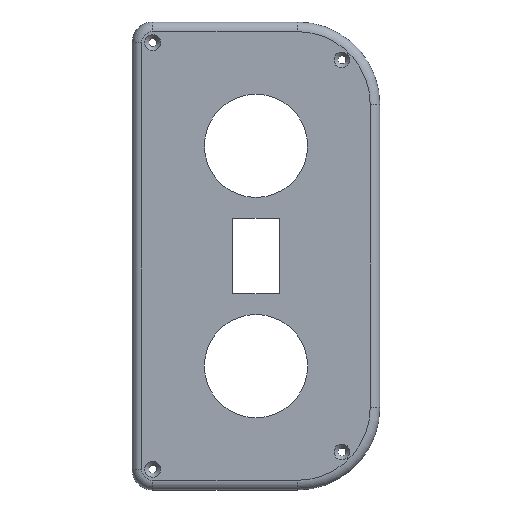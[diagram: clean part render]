
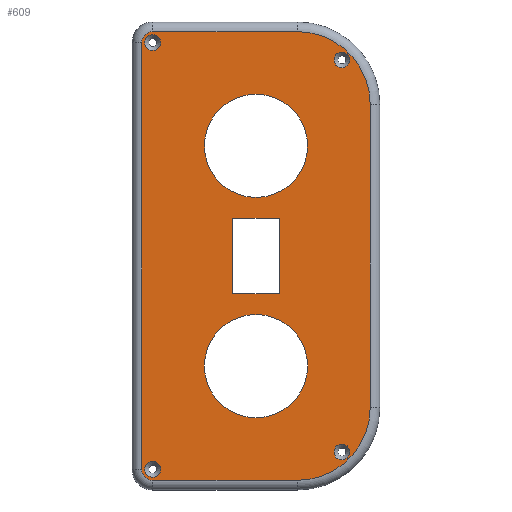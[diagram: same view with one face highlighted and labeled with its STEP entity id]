
A CAD part, top view. The second image highlights one B-rep face of the part: STEP entity #609.
In plain terms, the highlighted planar face has unit normal (0, 0, 1).
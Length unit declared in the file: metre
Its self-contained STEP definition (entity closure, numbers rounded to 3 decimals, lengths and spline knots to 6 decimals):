
#60=CIRCLE('',#677,0.00287);
#61=CIRCLE('',#678,0.00287);
#62=CIRCLE('',#679,0.00287);
#63=CIRCLE('',#680,0.00287);
#64=CIRCLE('',#681,0.004);
#65=CIRCLE('',#682,0.004);
#66=CIRCLE('',#683,0.0265);
#67=CIRCLE('',#684,0.0265);
#68=CIRCLE('',#685,0.01875);
#69=CIRCLE('',#686,0.01875);
#144=ORIENTED_EDGE('',*,*,#284,.T.);
#145=ORIENTED_EDGE('',*,*,#285,.T.);
#146=ORIENTED_EDGE('',*,*,#286,.T.);
#147=ORIENTED_EDGE('',*,*,#287,.T.);
#148=ORIENTED_EDGE('',*,*,#288,.T.);
#149=ORIENTED_EDGE('',*,*,#289,.T.);
#150=ORIENTED_EDGE('',*,*,#290,.T.);
#151=ORIENTED_EDGE('',*,*,#291,.T.);
#152=ORIENTED_EDGE('',*,*,#292,.T.);
#153=ORIENTED_EDGE('',*,*,#293,.T.);
#154=ORIENTED_EDGE('',*,*,#294,.T.);
#155=ORIENTED_EDGE('',*,*,#295,.T.);
#156=ORIENTED_EDGE('',*,*,#296,.T.);
#157=ORIENTED_EDGE('',*,*,#297,.T.);
#158=ORIENTED_EDGE('',*,*,#254,.T.);
#159=ORIENTED_EDGE('',*,*,#258,.T.);
#160=ORIENTED_EDGE('',*,*,#261,.F.);
#161=ORIENTED_EDGE('',*,*,#264,.F.);
#254=EDGE_CURVE('',#330,#331,#390,.T.);
#258=EDGE_CURVE('',#331,#334,#394,.T.);
#261=EDGE_CURVE('',#336,#334,#397,.T.);
#264=EDGE_CURVE('',#330,#336,#400,.T.);
#284=EDGE_CURVE('',#352,#352,#60,.T.);
#285=EDGE_CURVE('',#353,#353,#61,.T.);
#286=EDGE_CURVE('',#354,#354,#62,.T.);
#287=EDGE_CURVE('',#355,#355,#63,.T.);
#288=EDGE_CURVE('',#356,#357,#406,.F.);
#289=EDGE_CURVE('',#357,#358,#64,.T.);
#290=EDGE_CURVE('',#358,#359,#407,.T.);
#291=EDGE_CURVE('',#359,#360,#65,.T.);
#292=EDGE_CURVE('',#360,#361,#408,.T.);
#293=EDGE_CURVE('',#361,#362,#66,.T.);
#294=EDGE_CURVE('',#362,#363,#409,.F.);
#295=EDGE_CURVE('',#363,#356,#67,.T.);
#296=EDGE_CURVE('',#364,#364,#68,.T.);
#297=EDGE_CURVE('',#365,#365,#69,.T.);
#330=VERTEX_POINT('',#969);
#331=VERTEX_POINT('',#970);
#334=VERTEX_POINT('',#978);
#336=VERTEX_POINT('',#984);
#352=VERTEX_POINT('',#1027);
#353=VERTEX_POINT('',#1029);
#354=VERTEX_POINT('',#1031);
#355=VERTEX_POINT('',#1033);
#356=VERTEX_POINT('',#1035);
#357=VERTEX_POINT('',#1036);
#358=VERTEX_POINT('',#1038);
#359=VERTEX_POINT('',#1040);
#360=VERTEX_POINT('',#1042);
#361=VERTEX_POINT('',#1044);
#362=VERTEX_POINT('',#1046);
#363=VERTEX_POINT('',#1048);
#364=VERTEX_POINT('',#1051);
#365=VERTEX_POINT('',#1053);
#390=LINE('',#968,#422);
#394=LINE('',#977,#426);
#397=LINE('',#983,#429);
#400=LINE('',#989,#432);
#406=LINE('',#1034,#438);
#407=LINE('',#1039,#439);
#408=LINE('',#1043,#440);
#409=LINE('',#1047,#441);
#422=VECTOR('',#759,1.);
#426=VECTOR('',#765,1.);
#429=VECTOR('',#770,1.);
#432=VECTOR('',#775,1.);
#438=VECTOR('',#823,1.);
#439=VECTOR('',#826,1.);
#440=VECTOR('',#829,1.);
#441=VECTOR('',#832,1.);
#462=EDGE_LOOP('',(#144));
#463=EDGE_LOOP('',(#145));
#464=EDGE_LOOP('',(#146));
#465=EDGE_LOOP('',(#147));
#466=EDGE_LOOP('',(#148,#149,#150,#151,#152,#153,#154,#155));
#467=EDGE_LOOP('',(#156));
#468=EDGE_LOOP('',(#157));
#469=EDGE_LOOP('',(#158,#159,#160,#161));
#534=FACE_BOUND('',#462,.T.);
#535=FACE_BOUND('',#463,.T.);
#536=FACE_BOUND('',#464,.T.);
#537=FACE_BOUND('',#465,.T.);
#538=FACE_BOUND('',#466,.T.);
#539=FACE_BOUND('',#467,.T.);
#540=FACE_BOUND('',#468,.T.);
#541=FACE_BOUND('',#469,.T.);
#599=PLANE('',#676);
#609=ADVANCED_FACE('',(#534,#535,#536,#537,#538,#539,#540,#541),#599,.T.);
#676=AXIS2_PLACEMENT_3D('',#1025,#813,#814);
#677=AXIS2_PLACEMENT_3D('',#1026,#815,#816);
#678=AXIS2_PLACEMENT_3D('',#1028,#817,#818);
#679=AXIS2_PLACEMENT_3D('',#1030,#819,#820);
#680=AXIS2_PLACEMENT_3D('',#1032,#821,#822);
#681=AXIS2_PLACEMENT_3D('',#1037,#824,#825);
#682=AXIS2_PLACEMENT_3D('',#1041,#827,#828);
#683=AXIS2_PLACEMENT_3D('',#1045,#830,#831);
#684=AXIS2_PLACEMENT_3D('',#1049,#833,#834);
#685=AXIS2_PLACEMENT_3D('',#1050,#835,#836);
#686=AXIS2_PLACEMENT_3D('',#1052,#837,#838);
#759=DIRECTION('',(0.,-1.,0.));
#765=DIRECTION('',(-1.,0.,0.));
#770=DIRECTION('',(0.,-1.,0.));
#775=DIRECTION('',(-1.,0.,0.));
#813=DIRECTION('',(0.,0.,1.));
#814=DIRECTION('',(1.,0.,0.));
#815=DIRECTION('',(0.,0.,-1.));
#816=DIRECTION('',(-1.,0.,0.));
#817=DIRECTION('',(0.,0.,-1.));
#818=DIRECTION('',(-1.,0.,0.));
#819=DIRECTION('',(0.,0.,-1.));
#820=DIRECTION('',(-1.,0.,0.));
#821=DIRECTION('',(0.,0.,-1.));
#822=DIRECTION('',(-1.,0.,0.));
#823=DIRECTION('',(1.,0.,0.));
#824=DIRECTION('',(0.,0.,1.));
#825=DIRECTION('',(1.,0.,0.));
#826=DIRECTION('',(0.,-1.,0.));
#827=DIRECTION('',(0.,0.,1.));
#828=DIRECTION('',(1.,0.,0.));
#829=DIRECTION('',(1.,0.,0.));
#830=DIRECTION('',(0.,0.,1.));
#831=DIRECTION('',(1.,0.,0.));
#832=DIRECTION('',(0.,-1.,0.));
#833=DIRECTION('',(0.,0.,1.));
#834=DIRECTION('',(1.,0.,0.));
#835=DIRECTION('',(0.,0.,-1.));
#836=DIRECTION('',(-1.,0.,0.));
#837=DIRECTION('',(0.,0.,-1.));
#838=DIRECTION('',(-1.,0.,0.));
#968=CARTESIAN_POINT('',(0.102654,-0.020376,0.));
#969=CARTESIAN_POINT('',(0.102654,-0.013501,0.));
#970=CARTESIAN_POINT('',(0.102654,-0.041001,0.));
#977=CARTESIAN_POINT('',(0.094154,-0.041001,0.));
#978=CARTESIAN_POINT('',(0.085654,-0.041001,0.));
#983=CARTESIAN_POINT('',(0.085654,-0.020376,0.));
#984=CARTESIAN_POINT('',(0.085654,-0.013501,0.));
#989=CARTESIAN_POINT('',(0.094154,-0.013501,0.));
#1025=CARTESIAN_POINT('',(0.094154,-0.027251,0.));
#1026=CARTESIAN_POINT('',(0.056654,0.050249,0.));
#1027=CARTESIAN_POINT('',(0.053784,0.050249,0.));
#1028=CARTESIAN_POINT('',(0.056654,-0.104751,0.));
#1029=CARTESIAN_POINT('',(0.053784,-0.104751,0.));
#1030=CARTESIAN_POINT('',(0.125368,-0.098464,0.));
#1031=CARTESIAN_POINT('',(0.122497,-0.098464,0.));
#1032=CARTESIAN_POINT('',(0.125368,0.043962,0.));
#1033=CARTESIAN_POINT('',(0.122497,0.043962,0.));
#1034=CARTESIAN_POINT('',(0.056654,0.054249,0.));
#1035=CARTESIAN_POINT('',(0.109154,0.054249,0.));
#1036=CARTESIAN_POINT('',(0.056654,0.054249,0.));
#1037=CARTESIAN_POINT('',(0.056654,0.050249,0.));
#1038=CARTESIAN_POINT('',(0.052654,0.050249,0.));
#1039=CARTESIAN_POINT('',(0.052654,-0.027251,0.));
#1040=CARTESIAN_POINT('',(0.052654,-0.104751,0.));
#1041=CARTESIAN_POINT('',(0.056654,-0.104751,0.));
#1042=CARTESIAN_POINT('',(0.056654,-0.108751,0.));
#1043=CARTESIAN_POINT('',(0.094154,-0.108751,0.));
#1044=CARTESIAN_POINT('',(0.109154,-0.108751,0.));
#1045=CARTESIAN_POINT('',(0.109154,-0.082251,0.));
#1046=CARTESIAN_POINT('',(0.135654,-0.082251,0.));
#1047=CARTESIAN_POINT('',(0.135654,0.027749,0.));
#1048=CARTESIAN_POINT('',(0.135654,0.027749,0.));
#1049=CARTESIAN_POINT('',(0.109154,0.027749,0.));
#1050=CARTESIAN_POINT('',(0.094154,0.012749,0.));
#1051=CARTESIAN_POINT('',(0.075404,0.012749,0.));
#1052=CARTESIAN_POINT('',(0.094154,-0.067251,0.));
#1053=CARTESIAN_POINT('',(0.075404,-0.067251,0.));
